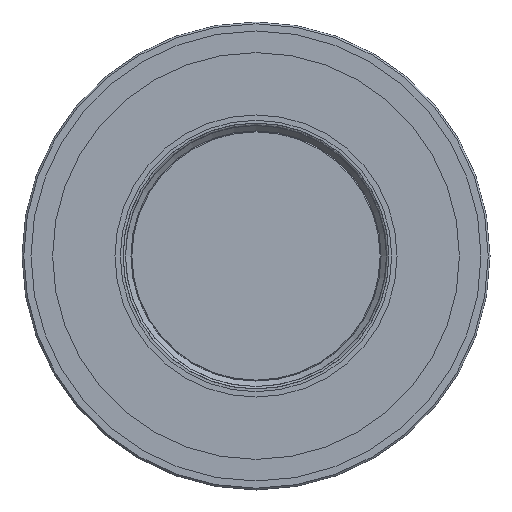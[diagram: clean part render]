
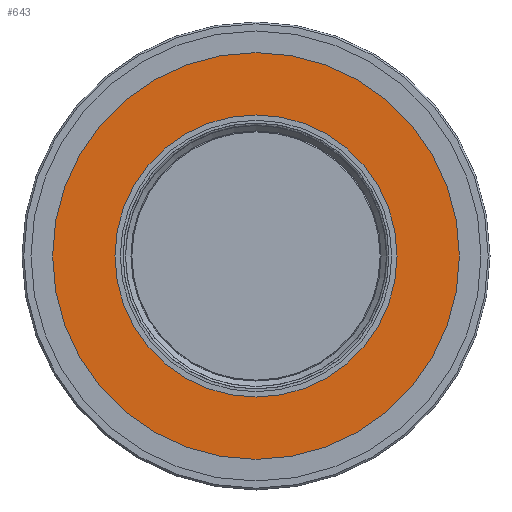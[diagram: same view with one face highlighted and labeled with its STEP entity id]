
A CAD part, left-side view. The second image highlights one B-rep face of the part: STEP entity #643.
In plain terms, the highlighted planar face has unit normal (-1, 0, 0).
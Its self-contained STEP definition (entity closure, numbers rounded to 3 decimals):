
#49=FACE_BOUND('',#147,.T.);
#61=PLANE('',#795);
#98=FACE_OUTER_BOUND('',#146,.T.);
#146=EDGE_LOOP('',(#487));
#147=EDGE_LOOP('',(#488));
#243=CIRCLE('',#794,56.5);
#244=CIRCLE('',#796,39.175);
#312=VERTEX_POINT('',#1197);
#313=VERTEX_POINT('',#1201);
#377=EDGE_CURVE('',#312,#312,#243,.T.);
#379=EDGE_CURVE('',#313,#313,#244,.T.);
#487=ORIENTED_EDGE('',*,*,#377,.T.);
#488=ORIENTED_EDGE('',*,*,#379,.F.);
#643=ADVANCED_FACE('',(#98,#49),#61,.T.);
#794=AXIS2_PLACEMENT_3D('',#1198,#946,#947);
#795=AXIS2_PLACEMENT_3D('',#1200,#949,#950);
#796=AXIS2_PLACEMENT_3D('',#1202,#951,#952);
#946=DIRECTION('center_axis',(-1.,0.,0.));
#947=DIRECTION('ref_axis',(0.,0.,1.));
#949=DIRECTION('center_axis',(-1.,0.,0.));
#950=DIRECTION('ref_axis',(0.,0.,1.));
#951=DIRECTION('center_axis',(-1.,0.,0.));
#952=DIRECTION('ref_axis',(0.,0.,1.));
#1197=CARTESIAN_POINT('',(-12.,0.,-56.5));
#1198=CARTESIAN_POINT('Origin',(-12.,0.,0.));
#1200=CARTESIAN_POINT('Origin',(-12.,0.,39.175));
#1201=CARTESIAN_POINT('',(-12.,0.,-39.175));
#1202=CARTESIAN_POINT('Origin',(-12.,0.,0.));
